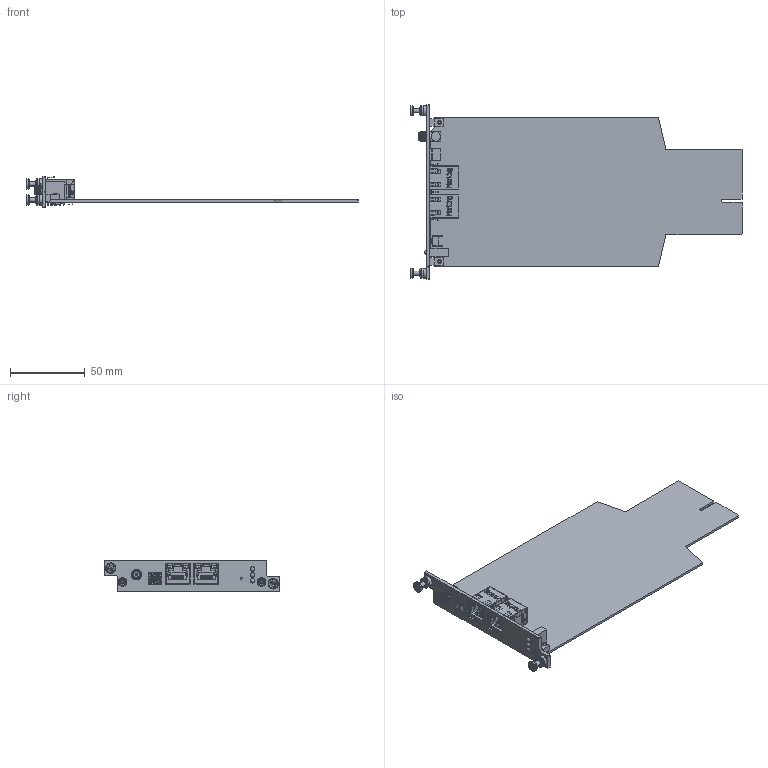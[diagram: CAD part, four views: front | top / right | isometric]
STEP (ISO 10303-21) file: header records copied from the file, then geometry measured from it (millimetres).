
FILE_DESCRIPTION(('FreeCAD Model'),'2;1');
FILE_NAME('Open CASCADE Shape Model','2023-03-21T16:51:46',('Author'),( ''),'Open CASCADE STEP processor 7.5','FreeCAD','Unknown');
FILE_SCHEMA(('AUTOMOTIVE_DESIGN { 1 0 10303 214 1 1 1 1 }'));
Length unit declared in the file: millimetre
Products named in the file (71): PCB; Board; ME108; US200250; ME107; ME106; SC01025052; ME105; ME103; 10172006; ME104; ME102; BL8702G0300; 2021-0007m_2020-0065n; PFHV_M3-0_PFHV_M3-0; KVT_PFHV_M3_011_KVT_PFHV_M3_011; KVT_PFHV_M3_012_KVT_PFHV_M3_012; PFHV_M3-0_PFHV_M3-001; ME102002; BL8702G0100; 2021-0007m_2020-0065n002; PFHV_M3-0_PFHV_M3-004; KVT_PFHV_M3_011_KVT_PFHV_M3_015; KVT_PFHV_M3_012_KVT_PFHV_M3_016; PFHV_M3-0_PFHV_M3-005; X700; 7499111447_Download_STP_7499111447_rev1_(2); insulator; shielding; A600; c-1825027-2-g-3d; LED600; 7157516800; Cylinder; 7157516416; Sphere; 7157516032; Sphere001; 7157515648; Cylinder001 ...
Assembly tree (86 placements, depth 5):
  PCB
    Board
    ME108
      US200250
    ME107
      US200250
    ME106
      SC01025052
    ME105
      SC01025052
    ME103
      10172006
    ME104
      10172006
    ME102
      BL8702G0300
        2021-0007m_2020-0065n
        PFHV_M3-0_PFHV_M3-0
          KVT_PFHV_M3_011_KVT_PFHV_M3_011
          KVT_PFHV_M3_012_KVT_PFHV_M3_012
        PFHV_M3-0_PFHV_M3-001
          KVT_PFHV_M3_011_KVT_PFHV_M3_011
          KVT_PFHV_M3_012_KVT_PFHV_M3_012
    ME102002
      BL8702G0100
        2021-0007m_2020-0065n002
        PFHV_M3-0_PFHV_M3-004
          KVT_PFHV_M3_011_KVT_PFHV_M3_015
          KVT_PFHV_M3_012_KVT_PFHV_M3_016
        PFHV_M3-0_PFHV_M3-005
          KVT_PFHV_M3_011_KVT_PFHV_M3_015
          KVT_PFHV_M3_012_KVT_PFHV_M3_016
    X700
      7499111447_Download_STP_7499111447_rev1_(2)
        insulator
        shielding
    A600
      c-1825027-2-g-3d
    LED600
      7157516800
        Cylinder
      7157516416
        Sphere
      7157516032
        Sphere001
      7157515648
        Cylinder001
      7157515264
        Cylinder002
      7157514880
        Sphere002
      7157514688
        Extruded165
      7157514496
        Extruded166
      7157514496001
        Extruded166
      7157514496002
        Extruded166
      7157514496003
Bounding box: 222.13 x 117 x 21 mm (x, y, z)
Volume: 44712 mm3; surface area: 62061.4 mm2
Topology: 42 solids, 44 shells, 2774 faces, 7121 edges, 4560 vertices
Faces by surface type: plane 1721, cylinder 712, cone 138, bspline 126, torus 38, extrusion 28, sphere 11
Full cylindrical faces by diameter (mm): 0.195 x2, 2.224 x4, 2.5 x4, 2.7 x2, 2.9 x3, 4.7 x2
Entity records: 139715 total; most frequent: CARTESIAN_POINT 51131, DIRECTION 15324, VECTOR 9778, LINE 9764, ORIENTED_EDGE 8528, PCURVE 8528, DEFINITIONAL_REPRESENTATION 8528, EDGE_CURVE 4264
